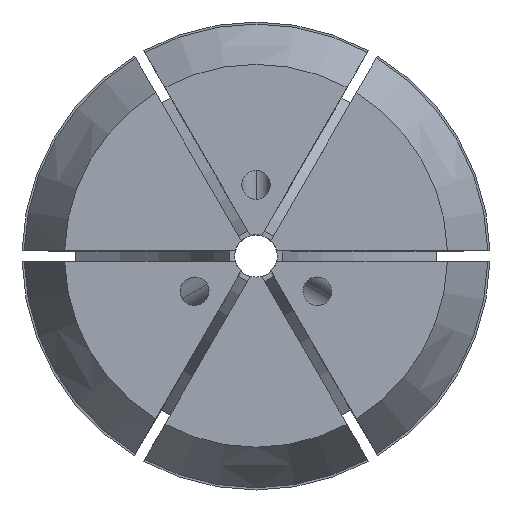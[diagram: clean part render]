
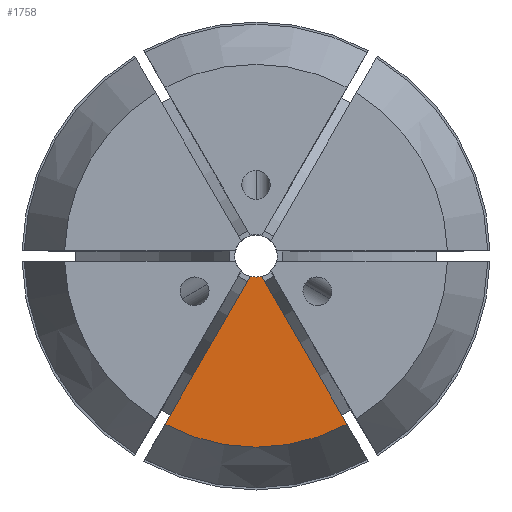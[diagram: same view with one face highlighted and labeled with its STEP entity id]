
A CAD part, top view. The second image highlights one B-rep face of the part: STEP entity #1758.
In plain terms, the highlighted planar face has unit normal (0, 0, 1).
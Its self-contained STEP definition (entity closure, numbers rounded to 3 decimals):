
#152 = LINE ( 'NONE', #1501, #2275 ) ;
#192 = VERTEX_POINT ( 'NONE', #1885 ) ;
#303 = FACE_OUTER_BOUND ( 'NONE', #1935, .T. ) ;
#470 = CARTESIAN_POINT ( 'NONE',  ( -6.17, 9.937, 40. ) ) ;
#736 = CIRCLE ( 'NONE', #913, 13.499 ) ;
#803 = AXIS2_PLACEMENT_3D ( 'NONE', #1143, #865, #1188 ) ;
#863 = VERTEX_POINT ( 'NONE', #2740 ) ;
#865 = DIRECTION ( 'NONE',  ( 0., 0., 1. ) ) ;
#883 = EDGE_CURVE ( 'NONE', #919, #192, #1187, .T. ) ;
#913 = AXIS2_PLACEMENT_3D ( 'NONE', #1594, #3485, #3513 ) ;
#919 = VERTEX_POINT ( 'NONE', #3090 ) ;
#1056 = ORIENTED_EDGE ( 'NONE', *, *, #1903, .F. ) ;
#1143 = CARTESIAN_POINT ( 'NONE',  ( 0., 0., 40. ) ) ;
#1187 = CIRCLE ( 'NONE', #803, 1.5 ) ;
#1188 = DIRECTION ( 'NONE',  ( 1., 0., 0. ) ) ;
#1404 = DIRECTION ( 'NONE',  ( 1., 0., 0. ) ) ;
#1501 = CARTESIAN_POINT ( 'NONE',  ( 6.17, 9.937, 40. ) ) ;
#1569 = ORIENTED_EDGE ( 'NONE', *, *, #3863, .T. ) ;
#1594 = CARTESIAN_POINT ( 'NONE',  ( 0., 0., 40. ) ) ;
#1714 = PLANE ( 'NONE',  #4060 ) ;
#1758 = ADVANCED_FACE ( 'NONE', ( #303 ), #1714, .T. ) ;
#1811 = DIRECTION ( 'NONE',  ( -0.5, -0.866, 0. ) ) ;
#1885 = CARTESIAN_POINT ( 'NONE',  ( 0.401, -1.445, 40. ) ) ;
#1903 = EDGE_CURVE ( 'NONE', #2680, #863, #736, .T. ) ;
#1935 = EDGE_LOOP ( 'NONE', ( #2478, #1569, #1056, #2266 ) ) ;
#2057 = DIRECTION ( 'NONE',  ( 0., 0., 1. ) ) ;
#2188 = EDGE_CURVE ( 'NONE', #192, #2680, #2624, .T. ) ;
#2266 = ORIENTED_EDGE ( 'NONE', *, *, #2188, .F. ) ;
#2275 = VECTOR ( 'NONE', #1811, 1000. ) ;
#2396 = CARTESIAN_POINT ( 'NONE',  ( 0., 13.499, 40. ) ) ;
#2478 = ORIENTED_EDGE ( 'NONE', *, *, #883, .F. ) ;
#2485 = VECTOR ( 'NONE', #2970, 1000. ) ;
#2624 = LINE ( 'NONE', #470, #2485 ) ;
#2680 = VERTEX_POINT ( 'NONE', #3576 ) ;
#2740 = CARTESIAN_POINT ( 'NONE',  ( -6.422, -11.874, 40. ) ) ;
#2970 = DIRECTION ( 'NONE',  ( 0.5, -0.866, 0. ) ) ;
#3090 = CARTESIAN_POINT ( 'NONE',  ( -0.401, -1.445, 40. ) ) ;
#3485 = DIRECTION ( 'NONE',  ( 0., 0., -1. ) ) ;
#3513 = DIRECTION ( 'NONE',  ( -1., 0., 0. ) ) ;
#3576 = CARTESIAN_POINT ( 'NONE',  ( 6.422, -11.874, 40. ) ) ;
#3863 = EDGE_CURVE ( 'NONE', #919, #863, #152, .T. ) ;
#4060 = AXIS2_PLACEMENT_3D ( 'NONE', #2396, #2057, #1404 ) ;
